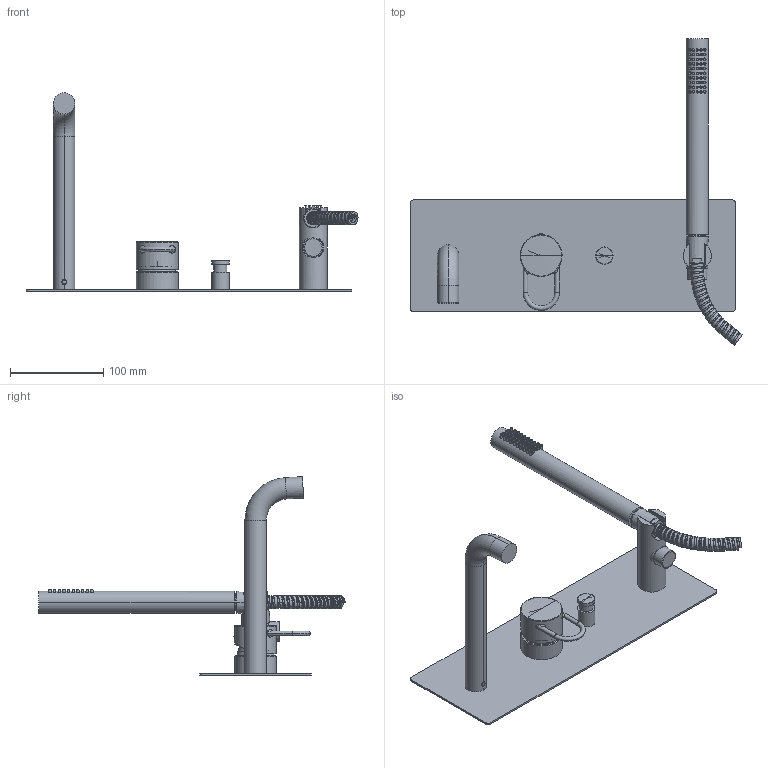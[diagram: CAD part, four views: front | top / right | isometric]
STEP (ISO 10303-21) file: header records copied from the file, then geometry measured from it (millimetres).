
FILE_DESCRIPTION((''),'2;1');
FILE_NAME('JK001CR','2021-02-02T14:03:47',('ut3'),('PAFFONI SpA'),'CREO PARAMETRIC BY PTC INC, 2020044','CREO PARAMETRIC BY PTC INC, 2020044','');
FILE_SCHEMA(('CONFIG_CONTROL_DESIGN','SHAPE_APPEARANCE_LAYERS_GROUPS'));
Products named in the file (1): JK001CR
Bounding box: 356.89 x 329.3 x 213.48 mm (x, y, z)
Volume: 388298.8 mm3; surface area: 165493.3 mm2
Topology: 22 solids, 22 shells, 407 faces, 849 edges, 528 vertices
Faces by surface type: plane 136, cone 134, cylinder 64, bspline 53, torus 18, sphere 2
Entity records: 42023 total; most frequent: CARTESIAN_POINT 30695, DIRECTION 1709, ORIENTED_EDGE 1680, EDGE_CURVE 840, AXIS2_PLACEMENT_3D 699, VERTEX_POINT 527, EDGE_LOOP 461, FILL_AREA_STYLE_COLOUR 413
